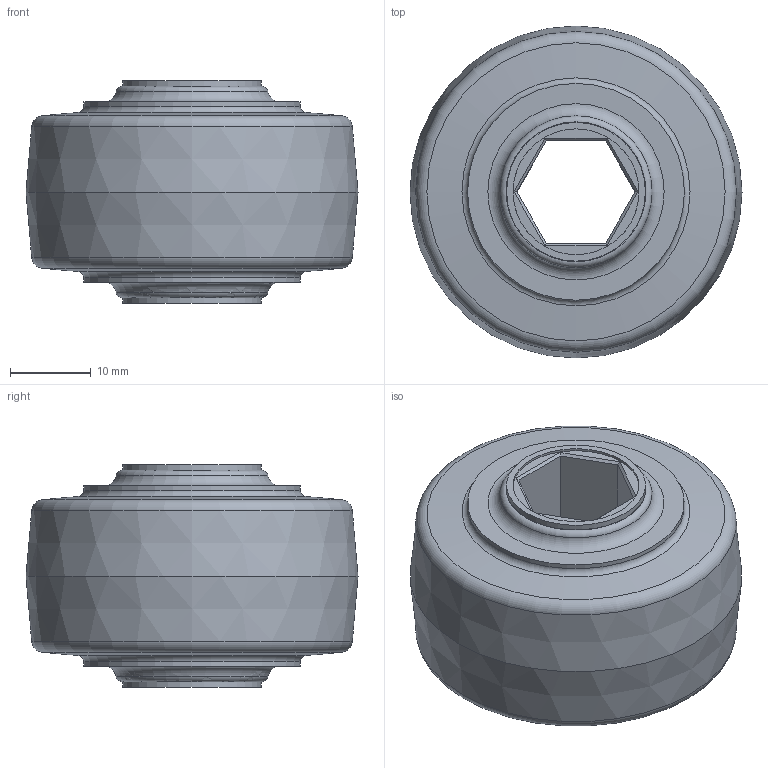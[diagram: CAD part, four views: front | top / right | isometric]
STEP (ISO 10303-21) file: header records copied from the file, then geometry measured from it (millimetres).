
FILE_DESCRIPTION(/* description */ ('STEP AP203'),/* implementation_level */ '2;1');
FILE_NAME(/* name */ 'Coulson 1in.ipt.step',/* time_stamp */ '2020-04-16T23:22:45-04:00',/* author */ ('IFMI-VEX04'),/* organization */ (''),/* preprocessor_version */ 'ST-DEVELOPER v17',/* originating_system */ 'Autodesk Inventor 2019',/* authorisation */ '');
FILE_SCHEMA (('AUTOMOTIVE_DESIGN { 1 0 10303 214 3 1 1 }'));
Length unit declared in the file: millimetre
Products named in the file (1): Coulson 1in
Bounding box: 41.15 x 41.15 x 27.59 mm (x, y, z)
Volume: 23780.4 mm3; surface area: 6011.8 mm2
Topology: 1 solids, 1 shells, 44 faces, 112 edges, 76 vertices
Faces by surface type: plane 26, torus 8, cone 8, cylinder 2
Full cylindrical faces by diameter (mm): 26.873 x2
Entity records: 2383 total; most frequent: CARTESIAN_POINT 1217, DIRECTION 254, ORIENTED_EDGE 224, EDGE_CURVE 112, AXIS2_PLACEMENT_3D 101, VERTEX_POINT 76, CIRCLE 56, LINE 52
